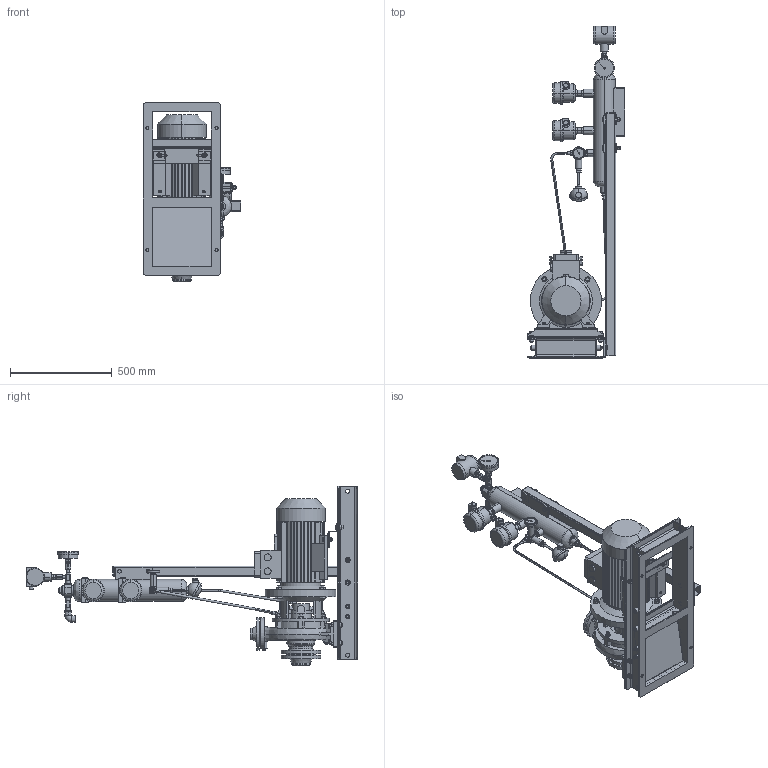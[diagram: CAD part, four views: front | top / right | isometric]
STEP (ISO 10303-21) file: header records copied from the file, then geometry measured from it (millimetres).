
FILE_DESCRIPTION (( 'STEP AP203' ), '1' );
FILE_NAME ('221-212-55Ò-ÐÑ2-13-02.step', '2023-07-26T14:10:19', ( 'adb' ), ( '' ), 'SwSTEP 2.0', 'SolidWorks 2016', '' );
FILE_SCHEMA (( 'CONFIG_CONTROL_DESIGN' ));
Products named in the file (1): 221-212-55Ò-ÐÑ2-13-02
Bounding box: 479 x 1630.5 x 880 mm (x, y, z)
Volume: 39334364 mm3; surface area: 4871800.1 mm2
Topology: 32 solids, 45 shells, 3059 faces, 7754 edges, 4985 vertices
Faces by surface type: plane 1554, cylinder 1112, cone 280, torus 65, bspline 38, sphere 10
Entity records: 108371 total; most frequent: CARTESIAN_POINT 33791, DIRECTION 15711, ORIENTED_EDGE 15476, EDGE_CURVE 7738, AXIS2_PLACEMENT_3D 5940, VERTEX_POINT 4979, LINE 3831, VECTOR 3831
